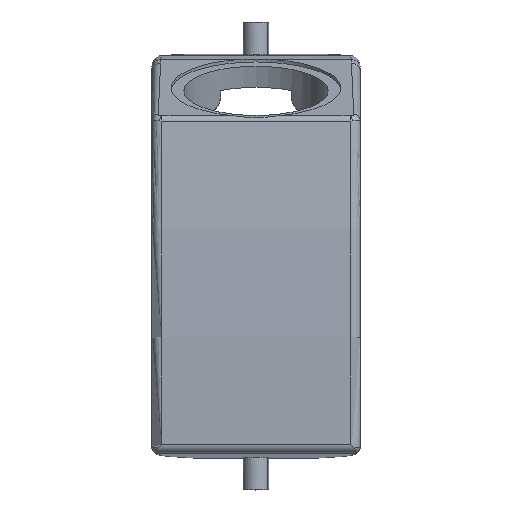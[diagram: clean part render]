
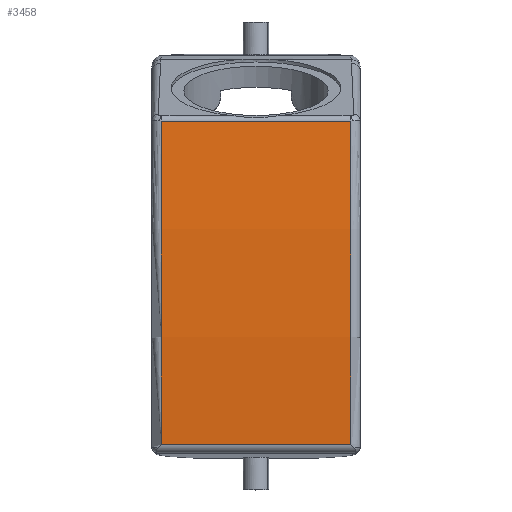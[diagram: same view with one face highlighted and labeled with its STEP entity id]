
A CAD part, top view. The second image highlights one B-rep face of the part: STEP entity #3458.
In plain terms, the highlighted cylindrical face has radius 300 mm (diameter 600 mm), a partial arc.
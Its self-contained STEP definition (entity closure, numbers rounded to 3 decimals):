
#3423=AXIS2_PLACEMENT_3D('Circle Axis2P3D',#3421,#3422,$) ;
#3438=AXIS2_PLACEMENT_3D('Cylinder Axis2P3D',#3435,#3436,#3437) ;
#3449=AXIS2_PLACEMENT_3D('Circle Axis2P3D',#3447,#3448,$) ;
#2654=CARTESIAN_POINT('Line Origine',(8.039,7.015,52.699)) ;
#2658=CARTESIAN_POINT('Vertex',(1.5,7.015,52.699)) ;
#2660=CARTESIAN_POINT('Vertex',(31.,7.015,52.699)) ;
#3418=CARTESIAN_POINT('Vertex',(31.,57.474,52.573)) ;
#3421=CARTESIAN_POINT('Axis2P3D Location',(31.,31.5,-246.3)) ;
#3435=CARTESIAN_POINT('Axis2P3D Location',(16.25,31.5,-246.3)) ;
#3440=CARTESIAN_POINT('Line Origine',(8.125,57.474,52.573)) ;
#3444=CARTESIAN_POINT('Vertex',(1.5,57.474,52.573)) ;
#3447=CARTESIAN_POINT('Axis2P3D Location',(1.5,31.5,-246.3)) ;
#2655=DIRECTION('Vector Direction',(1.,0.,0.)) ;
#3422=DIRECTION('Axis2P3D Direction',(-1.,0.,0.)) ;
#3436=DIRECTION('Axis2P3D Direction',(-1.,0.,0.)) ;
#3437=DIRECTION('Axis2P3D XDirection',(0.,-0.17,0.985)) ;
#3441=DIRECTION('Vector Direction',(-1.,0.,0.)) ;
#3448=DIRECTION('Axis2P3D Direction',(-1.,0.,0.)) ;
#2656=VECTOR('Line Direction',#2655,1.) ;
#3442=VECTOR('Line Direction',#3441,1.) ;
#3453=ORIENTED_EDGE('',*,*,#2662,.T.) ;
#3454=ORIENTED_EDGE('',*,*,#3425,.T.) ;
#3455=ORIENTED_EDGE('',*,*,#3446,.T.) ;
#3456=ORIENTED_EDGE('',*,*,#3451,.F.) ;
#3458=ADVANCED_FACE('Hauptk\X2\00F6\X0\rper',(#3457),#3439,.T.) ;
#3424=CIRCLE('generated circle',#3423,300.) ;
#3450=CIRCLE('generated circle',#3449,300.) ;
#3439=CYLINDRICAL_SURFACE('generated cylinder',#3438,300.) ;
#2662=EDGE_CURVE('',#2659,#2661,#2657,.T.) ;
#3425=EDGE_CURVE('',#2661,#3419,#3424,.T.) ;
#3446=EDGE_CURVE('',#3419,#3445,#3443,.T.) ;
#3451=EDGE_CURVE('',#2659,#3445,#3450,.T.) ;
#3452=EDGE_LOOP('',(#3453,#3454,#3455,#3456)) ;
#3457=FACE_OUTER_BOUND('',#3452,.T.) ;
#2657=LINE('Line',#2654,#2656) ;
#3443=LINE('Line',#3440,#3442) ;
#2659=VERTEX_POINT('',#2658) ;
#2661=VERTEX_POINT('',#2660) ;
#3419=VERTEX_POINT('',#3418) ;
#3445=VERTEX_POINT('',#3444) ;
